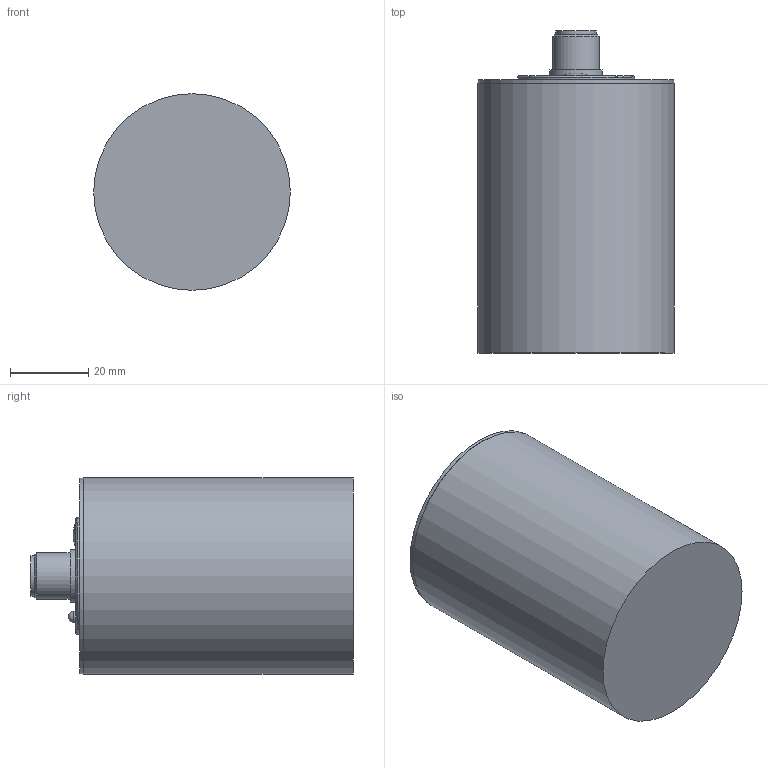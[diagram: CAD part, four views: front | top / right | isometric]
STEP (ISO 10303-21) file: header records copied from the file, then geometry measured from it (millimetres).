
FILE_DESCRIPTION(/* description */ (''),/* implementation_level */ '2;1');
FILE_NAME(/* name */ '827381_Shrinkwrap_1.stp',/* time_stamp */ '2021-10-11T09:48:33+02:00',/* author */ ('Krieger Anja'),/* organization */ (''),/* preprocessor_version */ 'ST-DEVELOPER v18.1',/* originating_system */ 'Autodesk Inventor 2021',/* authorisation */ '');
FILE_SCHEMA (('AUTOMOTIVE_DESIGN { 1 0 10303 214 3 1 1 }'));
Length unit declared in the file: millimetre
Products named in the file (1): 827381_Shrinkwrap_1
Bounding box: 50.2 x 82.3 x 50.2 mm (x, y, z)
Volume: 20789.8 mm3; surface area: 31586.1 mm2
Topology: 1 solids, 1 shells, 85 faces, 163 edges, 105 vertices
Faces by surface type: cylinder 36, plane 35, sphere 5, cone 5, torus 3, bspline 1
Full cylindrical faces by diameter (mm): 1 x8, 3 x2, 4 x2, 5 x2, 5.8 x1, 8 x1, 8.4 x1, 9.5 x2, 9.7 x1, 10.3 x1, 12 x2, 13.5 x1, 14 x1, 28 x2, 28.4 x2, 48.2 x1, 48.35 x1, 50 x1, 50.2 x1
Entity records: 2364 total; most frequent: DIRECTION 430, CARTESIAN_POINT 374, ORIENTED_EDGE 314, AXIS2_PLACEMENT_3D 188, EDGE_CURVE 157, EDGE_LOOP 116, VERTEX_POINT 105, CIRCLE 103
